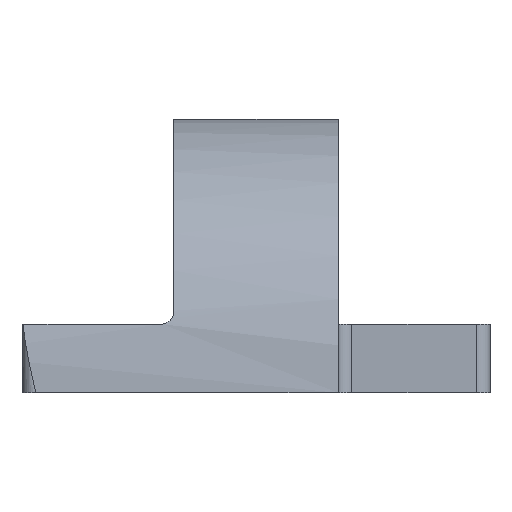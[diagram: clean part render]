
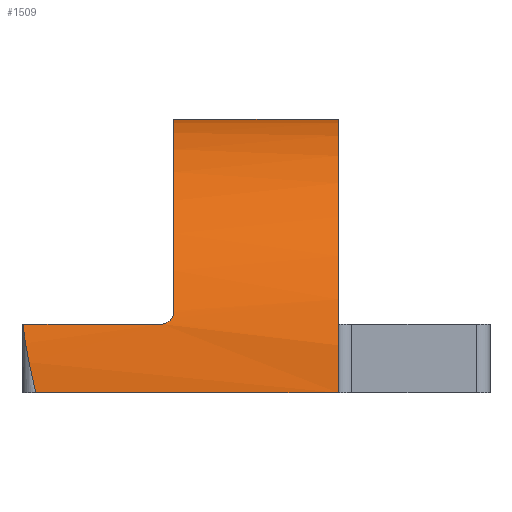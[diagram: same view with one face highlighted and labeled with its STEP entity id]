
A CAD part, left-side view. The second image highlights one B-rep face of the part: STEP entity #1509.
In plain terms, the highlighted cylindrical face has radius 10 mm (diameter 20 mm), a partial arc.
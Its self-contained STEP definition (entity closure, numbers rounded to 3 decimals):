
#4 = CARTESIAN_POINT ( 'NONE',  ( -9.682, 3.5, 2.5 ) ) ;
#14 = LINE ( 'NONE', #788, #1111 ) ;
#42 = CARTESIAN_POINT ( 'NONE',  ( -10., 8.148, 0.418 ) ) ;
#56 = EDGE_CURVE ( 'NONE', #208, #307, #92, .T. ) ;
#87 = CARTESIAN_POINT ( 'NONE',  ( -9.58, 3., 2.872 ) ) ;
#92 = CIRCLE ( 'NONE', #835, 10. ) ;
#128 = DIRECTION ( 'NONE',  ( 0., -1., 0. ) ) ;
#202 = CARTESIAN_POINT ( 'NONE',  ( -9.682, 3.5, 2.5 ) ) ;
#208 = VERTEX_POINT ( 'NONE', #673 ) ;
#221 = DIRECTION ( 'NONE',  ( 0., -1., 0. ) ) ;
#252 = DIRECTION ( 'NONE',  ( 0., -1., 0. ) ) ;
#259 = AXIS2_PLACEMENT_3D ( 'NONE', #1408, #221, #878 ) ;
#262 = CARTESIAN_POINT ( 'NONE',  ( 0., 3., 0. ) ) ;
#307 = VERTEX_POINT ( 'NONE', #1045 ) ;
#317 = CARTESIAN_POINT ( 'NONE',  ( -9.668, 3.234, 2.557 ) ) ;
#405 = B_SPLINE_CURVE_WITH_KNOTS ( 'NONE', 3,
 ( #202, #1153, #317, #1116, #87, #751 ),
 .UNSPECIFIED., .F., .F.,
 ( 4, 2, 4 ),
 ( 0., 0., 0.001 ),
 .UNSPECIFIED. ) ;
#420 = EDGE_CURVE ( 'NONE', #1341, #1067, #1173, .T. ) ;
#444 = EDGE_CURVE ( 'NONE', #939, #728, #14, .T. ) ;
#460 = CARTESIAN_POINT ( 'NONE',  ( -10., -3., 0. ) ) ;
#465 = ORIENTED_EDGE ( 'NONE', *, *, #56, .T. ) ;
#483 = ORIENTED_EDGE ( 'NONE', *, *, #444, .F. ) ;
#527 = DIRECTION ( 'NONE',  ( 0., 0., -1. ) ) ;
#547 = ORIENTED_EDGE ( 'NONE', *, *, #1338, .F. ) ;
#551 = CARTESIAN_POINT ( 'NONE',  ( -9.974, 8.241, 0.836 ) ) ;
#568 = CARTESIAN_POINT ( 'NONE',  ( -9.789, 8.478, 2.086 ) ) ;
#672 = CARTESIAN_POINT ( 'NONE',  ( -10., 8.054, 0. ) ) ;
#673 = CARTESIAN_POINT ( 'NONE',  ( 0., 3., 10. ) ) ;
#676 = ORIENTED_EDGE ( 'NONE', *, *, #1048, .F. ) ;
#728 = VERTEX_POINT ( 'NONE', #4 ) ;
#751 = CARTESIAN_POINT ( 'NONE',  ( -9.539, 3., 3. ) ) ;
#760 = FACE_OUTER_BOUND ( 'NONE', #1320, .T. ) ;
#770 = CARTESIAN_POINT ( 'NONE',  ( -10., 3., 0. ) ) ;
#788 = CARTESIAN_POINT ( 'NONE',  ( -9.682, 8.554, 2.5 ) ) ;
#791 = DIRECTION ( 'NONE',  ( 0., -1., 0. ) ) ;
#835 = AXIS2_PLACEMENT_3D ( 'NONE', #1179, #128, #527 ) ;
#845 = CARTESIAN_POINT ( 'NONE',  ( 0., 3., 10. ) ) ;
#849 = CARTESIAN_POINT ( 'NONE',  ( -9.869, 8.406, 1.67 ) ) ;
#858 = CARTESIAN_POINT ( 'NONE',  ( -9.682, 8.52, 2.5 ) ) ;
#867 = CARTESIAN_POINT ( 'NONE',  ( -10., 8.054, 0. ) ) ;
#878 = DIRECTION ( 'NONE',  ( 0., 0., -1. ) ) ;
#895 = VECTOR ( 'NONE', #252, 1000. ) ;
#909 = CYLINDRICAL_SURFACE ( 'NONE', #1064, 10. ) ;
#916 = CARTESIAN_POINT ( 'NONE',  ( 0., -3., 10. ) ) ;
#920 = EDGE_CURVE ( 'NONE', #728, #307, #405, .T. ) ;
#939 = VERTEX_POINT ( 'NONE', #858 ) ;
#947 = ORIENTED_EDGE ( 'NONE', *, *, #420, .T. ) ;
#957 = CIRCLE ( 'NONE', #259, 10. ) ;
#987 = VECTOR ( 'NONE', #1417, 1000. ) ;
#1045 = CARTESIAN_POINT ( 'NONE',  ( -9.539, 3., 3. ) ) ;
#1048 = EDGE_CURVE ( 'NONE', #208, #1447, #1113, .T. ) ;
#1064 = AXIS2_PLACEMENT_3D ( 'NONE', #262, #791, #1426 ) ;
#1067 = VERTEX_POINT ( 'NONE', #460 ) ;
#1111 = VECTOR ( 'NONE', #1319, 1000. ) ;
#1113 = LINE ( 'NONE', #845, #987 ) ;
#1116 = CARTESIAN_POINT ( 'NONE',  ( -9.617, 3.051, 2.744 ) ) ;
#1153 = CARTESIAN_POINT ( 'NONE',  ( -9.682, 3.365, 2.5 ) ) ;
#1173 = LINE ( 'NONE', #770, #895 ) ;
#1179 = CARTESIAN_POINT ( 'NONE',  ( 0., 3., 0. ) ) ;
#1209 = EDGE_CURVE ( 'NONE', #1341, #939, #1547, .T. ) ;
#1319 = DIRECTION ( 'NONE',  ( 0., -1., 0. ) ) ;
#1320 = EDGE_LOOP ( 'NONE', ( #1401, #483, #1357, #947, #547, #676, #465 ) ) ;
#1338 = EDGE_CURVE ( 'NONE', #1447, #1067, #957, .T. ) ;
#1341 = VERTEX_POINT ( 'NONE', #867 ) ;
#1357 = ORIENTED_EDGE ( 'NONE', *, *, #1209, .F. ) ;
#1401 = ORIENTED_EDGE ( 'NONE', *, *, #920, .F. ) ;
#1408 = CARTESIAN_POINT ( 'NONE',  ( 0., -3., 0. ) ) ;
#1417 = DIRECTION ( 'NONE',  ( 0., -1., 0. ) ) ;
#1426 = DIRECTION ( 'NONE',  ( 0., 0., 1. ) ) ;
#1447 = VERTEX_POINT ( 'NONE', #916 ) ;
#1509 = ADVANCED_FACE ( 'NONE', ( #760 ), #909, .T. ) ;
#1547 = B_SPLINE_CURVE_WITH_KNOTS ( 'NONE', 3,
 ( #672, #42, #551, #849, #568, #1616 ),
 .UNSPECIFIED., .F., .F.,
 ( 4, 2, 4 ),
 ( 0., 0.001, 0.003 ),
 .UNSPECIFIED. ) ;
#1616 = CARTESIAN_POINT ( 'NONE',  ( -9.682, 8.52, 2.5 ) ) ;
